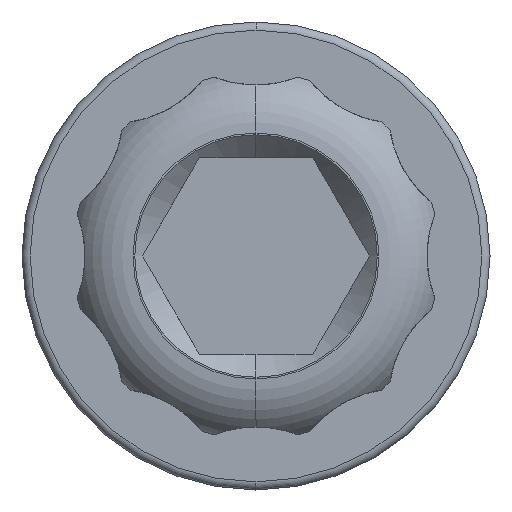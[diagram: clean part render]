
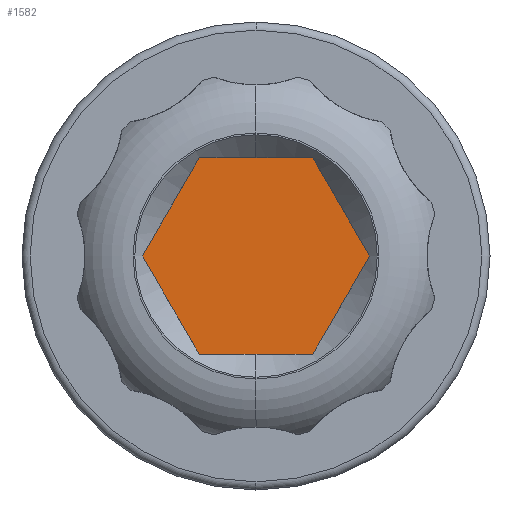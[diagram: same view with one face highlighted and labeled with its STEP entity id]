
A CAD part, left-side view. The second image highlights one B-rep face of the part: STEP entity #1582.
In plain terms, the highlighted planar face has unit normal (-1, 0, 0).
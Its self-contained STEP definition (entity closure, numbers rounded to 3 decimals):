
#71 = LINE ( 'NONE', #4463, #762 ) ;
#247 = VERTEX_POINT ( 'NONE', #4460 ) ;
#293 = EDGE_LOOP ( 'NONE', ( #5700, #2153, #4291, #4319, #5267, #4068 ) ) ;
#357 = VERTEX_POINT ( 'NONE', #4023 ) ;
#398 = CARTESIAN_POINT ( 'NONE',  ( -20.7, 1.732, -3. ) ) ;
#463 = DIRECTION ( 'NONE',  ( -1., 0., 0. ) ) ;
#486 = EDGE_CURVE ( 'NONE', #357, #1425, #2751, .T. ) ;
#558 = VERTEX_POINT ( 'NONE', #3184 ) ;
#563 = DIRECTION ( 'NONE',  ( 0., -0.5, 0.866 ) ) ;
#762 = VECTOR ( 'NONE', #563, 1000. ) ;
#828 = VECTOR ( 'NONE', #4203, 1000. ) ;
#887 = PLANE ( 'NONE',  #1152 ) ;
#922 = EDGE_CURVE ( 'NONE', #1425, #247, #71, .T. ) ;
#1049 = VERTEX_POINT ( 'NONE', #1515 ) ;
#1152 = AXIS2_PLACEMENT_3D ( 'NONE', #4537, #463, #3603 ) ;
#1284 = CARTESIAN_POINT ( 'NONE',  ( -20.7, 1.732, 3. ) ) ;
#1336 = VECTOR ( 'NONE', #3059, 1000. ) ;
#1357 = CARTESIAN_POINT ( 'NONE',  ( -20.7, 3.464, 0. ) ) ;
#1425 = VERTEX_POINT ( 'NONE', #4684 ) ;
#1515 = CARTESIAN_POINT ( 'NONE',  ( -20.7, -1.732, 3. ) ) ;
#1518 = LINE ( 'NONE', #3290, #828 ) ;
#1545 = CARTESIAN_POINT ( 'NONE',  ( -20.7, 3.464, 0. ) ) ;
#1582 = ADVANCED_FACE ( 'NONE', ( #1856 ), #887, .T. ) ;
#1606 = VERTEX_POINT ( 'NONE', #1357 ) ;
#1856 = FACE_OUTER_BOUND ( 'NONE', #293, .T. ) ;
#2042 = EDGE_CURVE ( 'NONE', #558, #1606, #5281, .T. ) ;
#2076 = LINE ( 'NONE', #2106, #4771 ) ;
#2106 = CARTESIAN_POINT ( 'NONE',  ( -20.7, -3.464, 0. ) ) ;
#2153 = ORIENTED_EDGE ( 'NONE', *, *, #3214, .T. ) ;
#2751 = LINE ( 'NONE', #398, #4438 ) ;
#3059 = DIRECTION ( 'NONE',  ( 0., 0.5, -0.866 ) ) ;
#3184 = CARTESIAN_POINT ( 'NONE',  ( -20.7, 1.732, 3. ) ) ;
#3214 = EDGE_CURVE ( 'NONE', #247, #1049, #2076, .T. ) ;
#3290 = CARTESIAN_POINT ( 'NONE',  ( -20.7, -1.732, 3. ) ) ;
#3320 = DIRECTION ( 'NONE',  ( 0., -0.5, -0.866 ) ) ;
#3531 = VECTOR ( 'NONE', #3320, 1000. ) ;
#3603 = DIRECTION ( 'NONE',  ( 0., 0., 1. ) ) ;
#4013 = DIRECTION ( 'NONE',  ( 0., -1., 0. ) ) ;
#4023 = CARTESIAN_POINT ( 'NONE',  ( -20.7, 1.732, -3. ) ) ;
#4068 = ORIENTED_EDGE ( 'NONE', *, *, #486, .T. ) ;
#4203 = DIRECTION ( 'NONE',  ( 0., 1., 0. ) ) ;
#4291 = ORIENTED_EDGE ( 'NONE', *, *, #5576, .T. ) ;
#4319 = ORIENTED_EDGE ( 'NONE', *, *, #2042, .T. ) ;
#4438 = VECTOR ( 'NONE', #4013, 1000. ) ;
#4460 = CARTESIAN_POINT ( 'NONE',  ( -20.7, -3.464, 0. ) ) ;
#4463 = CARTESIAN_POINT ( 'NONE',  ( -20.7, -1.732, -3. ) ) ;
#4537 = CARTESIAN_POINT ( 'NONE',  ( -20.7, 0., 0. ) ) ;
#4684 = CARTESIAN_POINT ( 'NONE',  ( -20.7, -1.732, -3. ) ) ;
#4771 = VECTOR ( 'NONE', #5692, 1000. ) ;
#5267 = ORIENTED_EDGE ( 'NONE', *, *, #5613, .T. ) ;
#5281 = LINE ( 'NONE', #1284, #1336 ) ;
#5541 = LINE ( 'NONE', #1545, #3531 ) ;
#5576 = EDGE_CURVE ( 'NONE', #1049, #558, #1518, .T. ) ;
#5613 = EDGE_CURVE ( 'NONE', #1606, #357, #5541, .T. ) ;
#5692 = DIRECTION ( 'NONE',  ( 0., 0.5, 0.866 ) ) ;
#5700 = ORIENTED_EDGE ( 'NONE', *, *, #922, .T. ) ;
